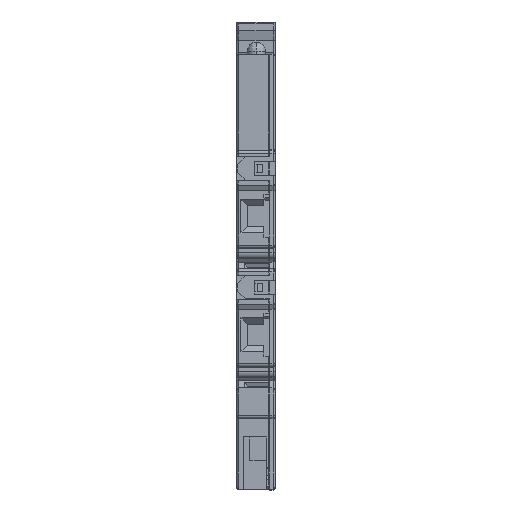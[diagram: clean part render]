
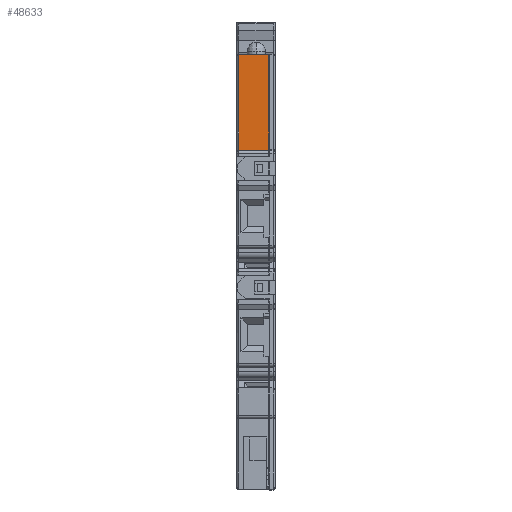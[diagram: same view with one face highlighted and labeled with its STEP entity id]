
A CAD part, top view. The second image highlights one B-rep face of the part: STEP entity #48633.
In plain terms, the highlighted planar face has unit normal (0, 0, 1).
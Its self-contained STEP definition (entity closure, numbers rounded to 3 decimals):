
#1371 = LINE ( 'NONE', #2935, #10331 ) ;
#2482 = CARTESIAN_POINT ( 'NONE',  ( 0., 0., 22.1 ) ) ;
#2935 = CARTESIAN_POINT ( 'NONE',  ( -4.9, 15.6, 22.1 ) ) ;
#5286 = FACE_OUTER_BOUND ( 'NONE', #34534, .T. ) ;
#5830 = DIRECTION ( 'NONE',  ( 0., 0., 1. ) ) ;
#7178 = LINE ( 'NONE', #47380, #26302 ) ;
#7959 = EDGE_CURVE ( 'NONE', #22787, #47375, #44087, .T. ) ;
#9680 = DIRECTION ( 'NONE',  ( 0., 1., 0. ) ) ;
#10331 = VECTOR ( 'NONE', #37121, 1000. ) ;
#14708 = EDGE_CURVE ( 'NONE', #33629, #47375, #1371, .T. ) ;
#16667 = PLANE ( 'NONE',  #34290 ) ;
#16847 = ORIENTED_EDGE ( 'NONE', *, *, #7959, .T. ) ;
#22787 = VERTEX_POINT ( 'NONE', #43513 ) ;
#25602 = CARTESIAN_POINT ( 'NONE',  ( -5.2, 15.6, 22.1 ) ) ;
#25957 = EDGE_CURVE ( 'NONE', #40988, #33629, #29444, .T. ) ;
#26302 = VECTOR ( 'NONE', #9680, 1000. ) ;
#26647 = CARTESIAN_POINT ( 'NONE',  ( -4.9, 15.6, 22.1 ) ) ;
#29268 = CARTESIAN_POINT ( 'NONE',  ( -5.2, 0., 22.1 ) ) ;
#29444 = LINE ( 'NONE', #29268, #37179 ) ;
#33629 = VERTEX_POINT ( 'NONE', #45506 ) ;
#34290 = AXIS2_PLACEMENT_3D ( 'NONE', #36205, #5830, #47561 ) ;
#34534 = EDGE_LOOP ( 'NONE', ( #37348, #46016, #16847, #48424 ) ) ;
#35163 = VECTOR ( 'NONE', #40112, 1000. ) ;
#36205 = CARTESIAN_POINT ( 'NONE',  ( -5.2, 15.6, 22.1 ) ) ;
#37121 = DIRECTION ( 'NONE',  ( 0., 1., 0. ) ) ;
#37179 = VECTOR ( 'NONE', #40766, 1000. ) ;
#37348 = ORIENTED_EDGE ( 'NONE', *, *, #25957, .F. ) ;
#40112 = DIRECTION ( 'NONE',  ( -1., 0., 0. ) ) ;
#40766 = DIRECTION ( 'NONE',  ( -1., 0., 0. ) ) ;
#40988 = VERTEX_POINT ( 'NONE', #2482 ) ;
#43513 = CARTESIAN_POINT ( 'NONE',  ( 0., 15.6, 22.1 ) ) ;
#44087 = LINE ( 'NONE', #25602, #35163 ) ;
#45506 = CARTESIAN_POINT ( 'NONE',  ( -4.9, 0., 22.1 ) ) ;
#46016 = ORIENTED_EDGE ( 'NONE', *, *, #47170, .T. ) ;
#47170 = EDGE_CURVE ( 'NONE', #40988, #22787, #7178, .T. ) ;
#47375 = VERTEX_POINT ( 'NONE', #26647 ) ;
#47380 = CARTESIAN_POINT ( 'NONE',  ( 0., 15.6, 22.1 ) ) ;
#47561 = DIRECTION ( 'NONE',  ( 1., 0., 0. ) ) ;
#48424 = ORIENTED_EDGE ( 'NONE', *, *, #14708, .F. ) ;
#48633 = ADVANCED_FACE ( 'NONE', ( #5286 ), #16667, .T. ) ;
